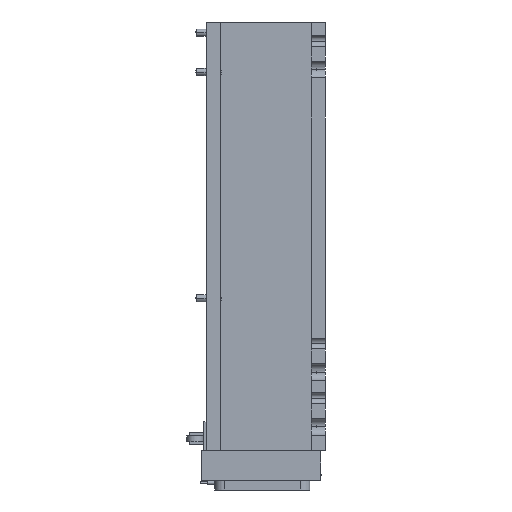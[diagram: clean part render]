
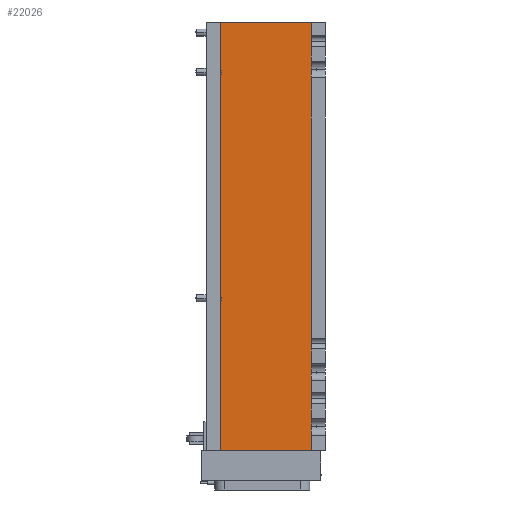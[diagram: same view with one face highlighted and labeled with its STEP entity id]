
A CAD part, left-side view. The second image highlights one B-rep face of the part: STEP entity #22026.
In plain terms, the highlighted planar face has unit normal (-1, 0, 0).
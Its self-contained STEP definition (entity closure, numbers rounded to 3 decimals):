
#531 = AXIS2_PLACEMENT_3D ( 'NONE', #11280, #11141, #11258 ) ;
#1886 = LINE ( 'NONE', #12753, #2058 ) ;
#2058 = VECTOR ( 'NONE', #12750, 1000. ) ;
#2389 = LINE ( 'NONE', #5844, #2391 ) ;
#2391 = VECTOR ( 'NONE', #5846, 1000. ) ;
#4380 = ORIENTED_EDGE ( 'NONE', *, *, #11936, .T. ) ;
#4391 = ORIENTED_EDGE ( 'NONE', *, *, #20159, .T. ) ;
#4427 = ORIENTED_EDGE ( 'NONE', *, *, #20311, .F. ) ;
#4428 = ORIENTED_EDGE ( 'NONE', *, *, #21002, .F. ) ;
#5844 = CARTESIAN_POINT ( 'NONE',  ( -32.25, -46.25, -90. ) ) ;
#5846 = DIRECTION ( 'NONE',  ( 0., 1., 0. ) ) ;
#8452 = VERTEX_POINT ( 'NONE', #10443 ) ;
#8603 = VERTEX_POINT ( 'NONE', #10318 ) ;
#8741 = VERTEX_POINT ( 'NONE', #10620 ) ;
#8745 = VERTEX_POINT ( 'NONE', #10623 ) ;
#8968 = LINE ( 'NONE', #16885, #8976 ) ;
#8976 = VECTOR ( 'NONE', #17498, 1000. ) ;
#10318 = CARTESIAN_POINT ( 'NONE',  ( -32.25, -3.75, 90. ) ) ;
#10443 = CARTESIAN_POINT ( 'NONE',  ( -32.25, -3.75, -90. ) ) ;
#10620 = CARTESIAN_POINT ( 'NONE',  ( -32.25, -46.25, -90. ) ) ;
#10623 = CARTESIAN_POINT ( 'NONE',  ( -32.25, -46.25, 90. ) ) ;
#11141 = DIRECTION ( 'NONE',  ( -1., 0., 0. ) ) ;
#11258 = DIRECTION ( 'NONE',  ( 0., 0., -1. ) ) ;
#11279 = PLANE ( 'NONE',  #531 ) ;
#11280 = CARTESIAN_POINT ( 'NONE',  ( -32.25, -46.25, 90. ) ) ;
#11936 = EDGE_CURVE ( 'NONE', #8603, #8452, #8968, .T. ) ;
#12750 = DIRECTION ( 'NONE',  ( 0., 0., -1. ) ) ;
#12753 = CARTESIAN_POINT ( 'NONE',  ( -32.25, -46.25, 90. ) ) ;
#13312 = FACE_OUTER_BOUND ( 'NONE', #18903, .T. ) ;
#15536 = DIRECTION ( 'NONE',  ( 0., 1., 0. ) ) ;
#15821 = CARTESIAN_POINT ( 'NONE',  ( -32.25, -46.25, 90. ) ) ;
#16885 = CARTESIAN_POINT ( 'NONE',  ( -32.25, -3.75, 90. ) ) ;
#17498 = DIRECTION ( 'NONE',  ( 0., 0., -1. ) ) ;
#18903 = EDGE_LOOP ( 'NONE', ( #4428, #4427, #4391, #4380 ) ) ;
#19647 = VECTOR ( 'NONE', #15536, 1000. ) ;
#19648 = LINE ( 'NONE', #15821, #19647 ) ;
#20159 = EDGE_CURVE ( 'NONE', #8745, #8603, #19648, .T. ) ;
#20311 = EDGE_CURVE ( 'NONE', #8745, #8741, #1886, .T. ) ;
#21002 = EDGE_CURVE ( 'NONE', #8741, #8452, #2389, .T. ) ;
#22026 = ADVANCED_FACE ( 'NONE', ( #13312 ), #11279, .T. ) ;
